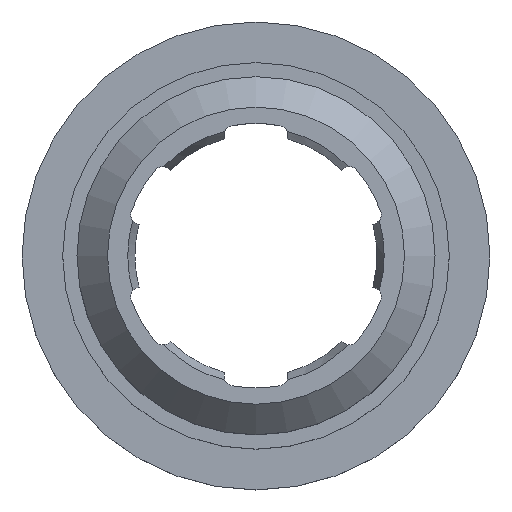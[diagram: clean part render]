
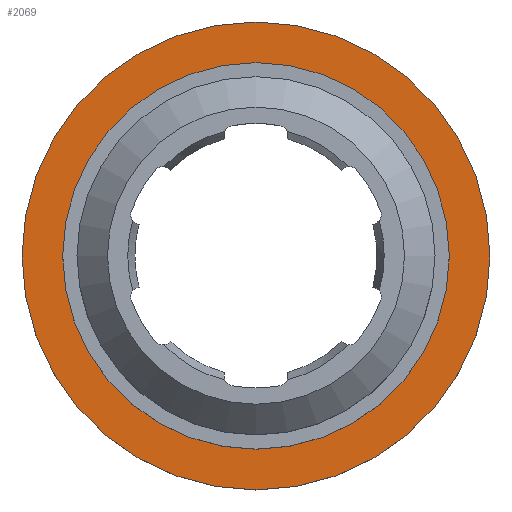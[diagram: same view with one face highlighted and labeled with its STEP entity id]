
A CAD part, top view. The second image highlights one B-rep face of the part: STEP entity #2069.
In plain terms, the highlighted planar face has unit normal (0, 0, 1).
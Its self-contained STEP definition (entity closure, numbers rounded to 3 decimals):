
#2028 = EDGE_CURVE('',#2029,#2029,#2031,.T.);
#2029 = VERTEX_POINT('',#2030);
#2030 = CARTESIAN_POINT('',(-4.75,0.,1.4));
#2031 = CIRCLE('',#2032,4.75);
#2032 = AXIS2_PLACEMENT_3D('',#2033,#2034,#2035);
#2033 = CARTESIAN_POINT('',(0.,0.,1.4));
#2034 = DIRECTION('',(0.,0.,1.));
#2035 = DIRECTION('',(-1.,0.,0.));
#2069 = ADVANCED_FACE('',(#2070,#2081),#2084,.T.);
#2070 = FACE_BOUND('',#2071,.T.);
#2071 = EDGE_LOOP('',(#2072));
#2072 = ORIENTED_EDGE('',*,*,#2073,.T.);
#2073 = EDGE_CURVE('',#2074,#2074,#2076,.T.);
#2074 = VERTEX_POINT('',#2075);
#2075 = CARTESIAN_POINT('',(-5.75,0.,1.4));
#2076 = CIRCLE('',#2077,5.75);
#2077 = AXIS2_PLACEMENT_3D('',#2078,#2079,#2080);
#2078 = CARTESIAN_POINT('',(0.,0.,1.4));
#2079 = DIRECTION('',(0.,0.,1.));
#2080 = DIRECTION('',(-1.,0.,0.));
#2081 = FACE_BOUND('',#2082,.T.);
#2082 = EDGE_LOOP('',(#2083));
#2083 = ORIENTED_EDGE('',*,*,#2028,.F.);
#2084 = PLANE('',#2085);
#2085 = AXIS2_PLACEMENT_3D('',#2086,#2087,#2088);
#2086 = CARTESIAN_POINT('',(0.,0.,1.4));
#2087 = DIRECTION('',(0.,0.,1.));
#2088 = DIRECTION('',(-1.,0.,0.));
